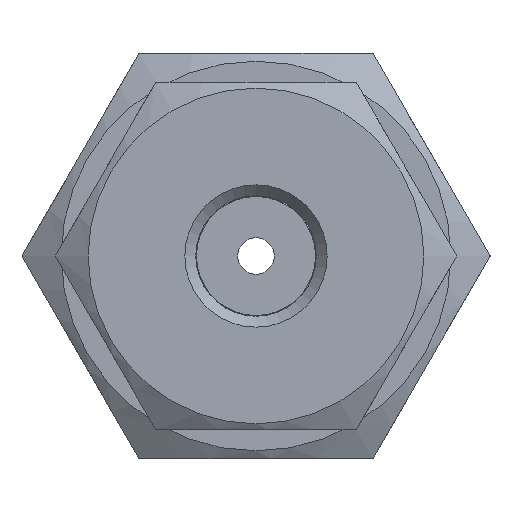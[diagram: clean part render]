
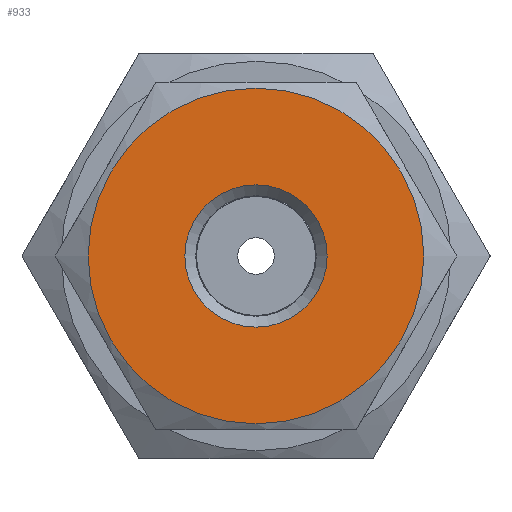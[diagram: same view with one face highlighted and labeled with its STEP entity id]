
A CAD part, left-side view. The second image highlights one B-rep face of the part: STEP entity #933.
In plain terms, the highlighted planar face has unit normal (-1, 0, 0).
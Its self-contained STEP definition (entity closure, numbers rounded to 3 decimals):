
#906=CARTESIAN_POINT('',(-9.223,-1.15,1.992));
#907=DIRECTION('',(-1.0,0.0,0.0));
#908=DIRECTION('',(0.0,-0.866,-0.5));
#909=AXIS2_PLACEMENT_3D('',#906,#907,#908);
#910=PLANE('',#909);
#911=CARTESIAN_POINT('',(-9.223,-2.3,3.984));
#912=VERTEX_POINT('',#911);
#913=CARTESIAN_POINT('',(-9.223,0.,0.));
#914=DIRECTION('',(1.0,0.,0.));
#915=DIRECTION('',(0.,-0.5,0.866));
#916=AXIS2_PLACEMENT_3D('',#913,#914,#915);
#917=CIRCLE('',#916,4.6);
#918=EDGE_CURVE('',#912,#912,#917,.T.);
#919=ORIENTED_EDGE('',*,*,#918,.F.);
#920=EDGE_LOOP('',(#919));
#921=FACE_OUTER_BOUND('',#920,.T.);
#922=CARTESIAN_POINT('',(-9.223,0.975,-1.689));
#923=VERTEX_POINT('',#922);
#924=CARTESIAN_POINT('',(-9.223,0.,0.));
#925=DIRECTION('',(-1.0,0.,0.));
#926=DIRECTION('',(0.,-0.5,0.866));
#927=AXIS2_PLACEMENT_3D('',#924,#925,#926);
#928=CIRCLE('',#927,1.95);
#929=EDGE_CURVE('',#923,#923,#928,.T.);
#930=ORIENTED_EDGE('',*,*,#929,.F.);
#931=EDGE_LOOP('',(#930));
#932=FACE_BOUND('',#931,.T.);
#933=ADVANCED_FACE('',(#921,#932),#910,.T.);
